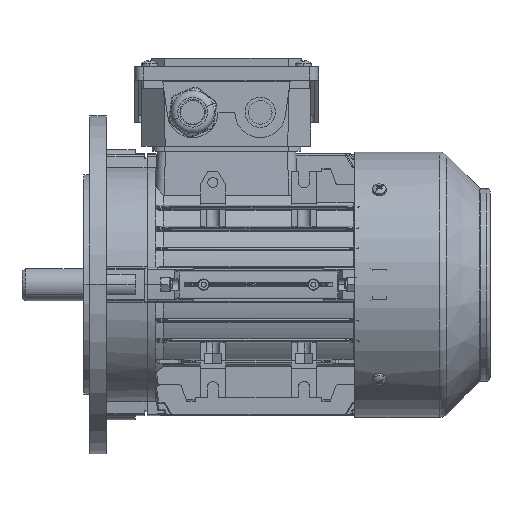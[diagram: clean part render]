
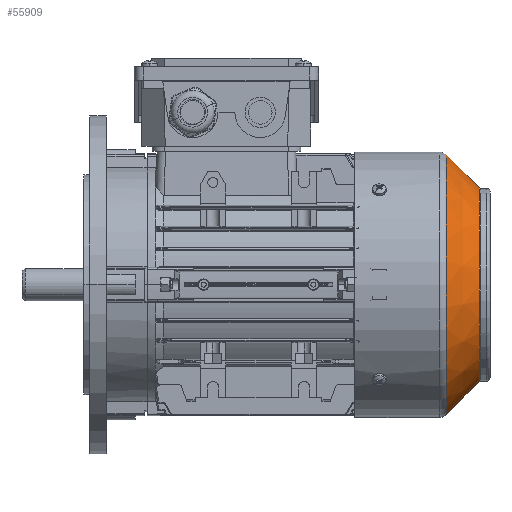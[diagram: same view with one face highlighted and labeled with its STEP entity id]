
A CAD part, top view. The second image highlights one B-rep face of the part: STEP entity #55909.
In plain terms, the highlighted conical face has half-angle 45 degrees and reference radius 76.793 mm.
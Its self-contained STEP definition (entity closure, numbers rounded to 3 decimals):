
#46481 = VERTEX_POINT ( 'NONE', #87738 ) ;
#46523 = EDGE_CURVE ( 'NONE', #46481, #46550, #87815, .T. ) ;
#46537 = EDGE_CURVE ( 'NONE', #46481, #46538, #87906, .T. ) ;
#46538 = VERTEX_POINT ( 'NONE', #87902 ) ;
#46546 = EDGE_CURVE ( 'NONE', #46538, #46547, #87885, .T. ) ;
#46547 = VERTEX_POINT ( 'NONE', #87881 ) ;
#46550 = VERTEX_POINT ( 'NONE', #87875 ) ;
#55890 = ORIENTED_EDGE ( 'NONE', *, *, #46523, .T. ) ;
#55891 = ORIENTED_EDGE ( 'NONE', *, *, #55908, .T. ) ;
#55908 = EDGE_CURVE ( 'NONE', #46550, #46547, #105805, .T. ) ;
#55909 = ADVANCED_FACE ( 'NONE', ( #105860 ), #105859, .T. ) ;
#55910 = EDGE_LOOP ( 'NONE', ( #55911, #55912, #55890, #55891 ) ) ;
#55911 = ORIENTED_EDGE ( 'NONE', *, *, #46546, .F. ) ;
#55912 = ORIENTED_EDGE ( 'NONE', *, *, #46537, .F. ) ;
#87738 = CARTESIAN_POINT ( 'NONE',  ( 6.293, 0., -57.293 ) ) ;
#87810 = DIRECTION ( 'NONE',  ( 0.707, 0., -0.707 ) ) ;
#87811 = VECTOR ( 'NONE', #87810, 1000. ) ;
#87812 = CARTESIAN_POINT ( 'NONE',  ( 25.793, 0., -76.793 ) ) ;
#87815 = LINE ( 'NONE', #87812, #87811 ) ;
#87843 = CARTESIAN_POINT ( 'NONE',  ( 6.293, 0., 0. ) ) ;
#87875 = CARTESIAN_POINT ( 'NONE',  ( 25.793, 0., -76.793 ) ) ;
#87881 = CARTESIAN_POINT ( 'NONE',  ( 25.793, 0., 76.793 ) ) ;
#87882 = DIRECTION ( 'NONE',  ( 0.707, 0., 0.707 ) ) ;
#87883 = VECTOR ( 'NONE', #87882, 1000. ) ;
#87884 = CARTESIAN_POINT ( 'NONE',  ( 25.793, 0., 76.793 ) ) ;
#87885 = LINE ( 'NONE', #87884, #87883 ) ;
#87902 = CARTESIAN_POINT ( 'NONE',  ( 6.293, 0., 57.293 ) ) ;
#87903 = DIRECTION ( 'NONE',  ( 0., 0., 1. ) ) ;
#87904 = DIRECTION ( 'NONE',  ( -1., 0., 0. ) ) ;
#87905 = AXIS2_PLACEMENT_3D ( 'NONE', #87843, #87904, #87903 ) ;
#87906 = CIRCLE ( 'NONE', #87905, 57.293 ) ;
#105805 = CIRCLE ( 'NONE', #105864, 76.793 ) ;
#105855 = DIRECTION ( 'NONE',  ( 0., 0., -1. ) ) ;
#105856 = DIRECTION ( 'NONE',  ( 1., 0., 0. ) ) ;
#105857 = CARTESIAN_POINT ( 'NONE',  ( 25.793, 0., 0. ) ) ;
#105858 = AXIS2_PLACEMENT_3D ( 'NONE', #105857, #105856, #105855 ) ;
#105859 = CONICAL_SURFACE ( 'NONE', #105858, 76.793, 0.785 ) ;
#105860 = FACE_OUTER_BOUND ( 'NONE', #55910, .T. ) ;
#105861 = DIRECTION ( 'NONE',  ( 0., 0., 1. ) ) ;
#105862 = DIRECTION ( 'NONE',  ( -1., 0., 0. ) ) ;
#105863 = CARTESIAN_POINT ( 'NONE',  ( 25.793, 0., 0. ) ) ;
#105864 = AXIS2_PLACEMENT_3D ( 'NONE', #105863, #105862, #105861 ) ;
